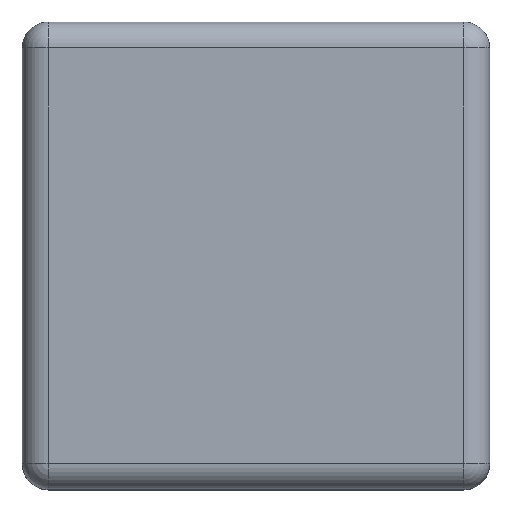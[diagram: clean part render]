
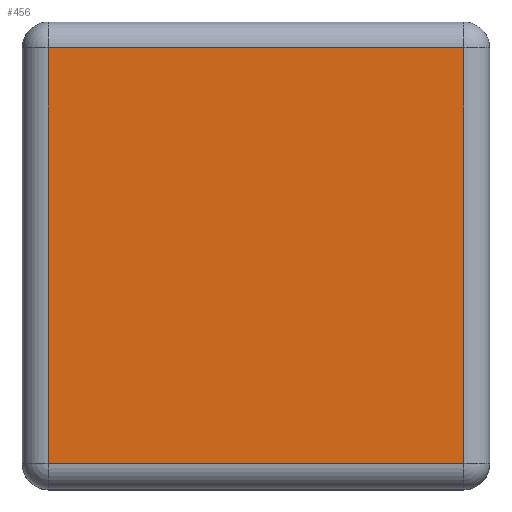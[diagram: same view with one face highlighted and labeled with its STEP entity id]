
A CAD part, top view. The second image highlights one B-rep face of the part: STEP entity #456.
In plain terms, the highlighted planar face has unit normal (0, 0, 1).
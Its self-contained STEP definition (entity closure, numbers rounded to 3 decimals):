
#16=DIRECTION('',(1.,0.,0.));
#37=DIRECTION('',(0.,0.,-1.));
#60=DIRECTION('',(0.,1.,0.));
#303=VECTOR('',#304,1.);
#304=DIRECTION('',(-1.,0.,0.));
#316=DIRECTION('',(0.,-1.,0.));
#347=VERTEX_POINT('',#348);
#348=CARTESIAN_POINT('',(1.65,-11.81,12.7));
#353=ORIENTED_EDGE('',*,*,#354,.T.);
#354=EDGE_CURVE('',#347,#355,#357,.T.);
#355=VERTEX_POINT('',#356);
#356=CARTESIAN_POINT('',(-14.35,-11.81,12.7));
#357=LINE('',#348,#303);
#383=VECTOR('',#60,1.);
#397=VECTOR('',#16,1.);
#409=VECTOR('',#316,1.);
#456=ADVANCED_FACE('',(#457),#472,.F.);
#457=FACE_BOUND('',#458,.F.);
#458=EDGE_LOOP('',(#459,#353,#464,#469));
#459=ORIENTED_EDGE('',*,*,#460,.T.);
#460=EDGE_CURVE('',#461,#347,#463,.T.);
#461=VERTEX_POINT('',#462);
#462=CARTESIAN_POINT('',(1.65,4.19,12.7));
#463=LINE('',#462,#409);
#464=ORIENTED_EDGE('',*,*,#465,.T.);
#465=EDGE_CURVE('',#355,#466,#468,.T.);
#466=VERTEX_POINT('',#467);
#467=CARTESIAN_POINT('',(-14.35,4.19,12.7));
#468=LINE('',#356,#383);
#469=ORIENTED_EDGE('',*,*,#470,.T.);
#470=EDGE_CURVE('',#466,#461,#471,.T.);
#471=LINE('',#467,#397);
#472=PLANE('',#473);
#473=AXIS2_PLACEMENT_3D('',#474,#37,#304);
#474=CARTESIAN_POINT('',(-6.35,-3.81,12.7));
